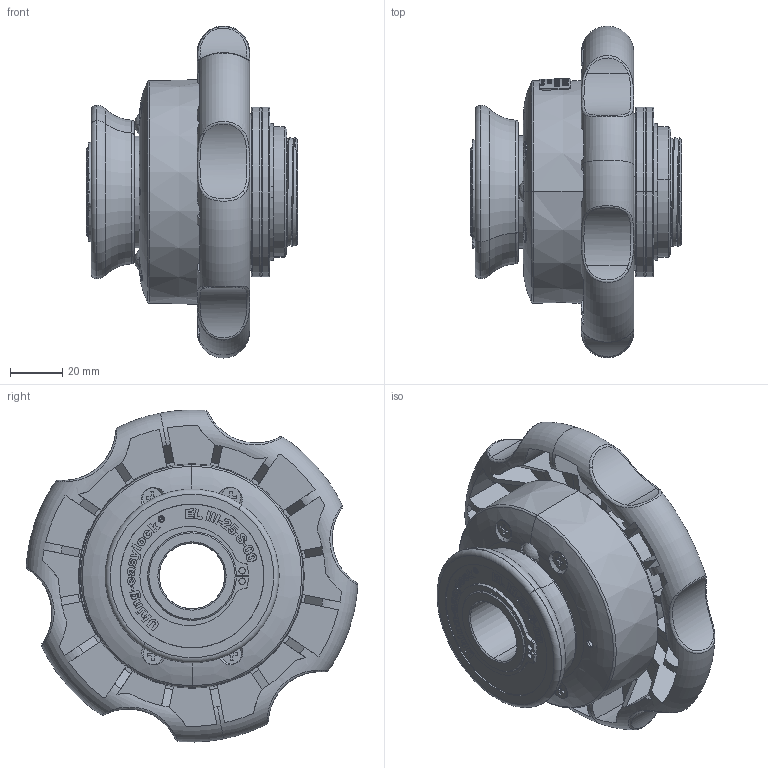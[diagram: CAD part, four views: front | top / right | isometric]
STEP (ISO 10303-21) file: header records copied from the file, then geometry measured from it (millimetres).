
FILE_DESCRIPTION (( 'STEP AP214' ), '1' );
FILE_NAME ('EL III-25-S-00.STEP', '2019-11-08T08:28:50', ( '' ), ( '' ), 'SwSTEP 2.0', 'SolidWorks 2019', '' );
FILE_SCHEMA (( 'AUTOMOTIVE_DESIGN' ));
Length unit declared in the file: millimetre
Products named in the file (1): EL III-25-S-00
Bounding box: 80.8 x 126.8 x 126.98 mm (x, y, z)
Volume: 247785.5 mm3; surface area: 132055.9 mm2
Topology: 45 solids, 45 shells, 2561 faces, 6753 edges, 4398 vertices
Faces by surface type: bspline 1419, plane 589, cylinder 317, cone 212, torus 20, sphere 4
Entity records: 184647 total; most frequent: CARTESIAN_POINT 104464, ORIENTED_EDGE 13278, EDGE_CURVE 6639, DIRECTION 5853, VERTEX_POINT 4392, B_SPLINE_CURVE_WITH_KNOTS 3780, EDGE_LOOP 2837, UNCERTAINTY_MEASURE_WITH_UNIT 2608
